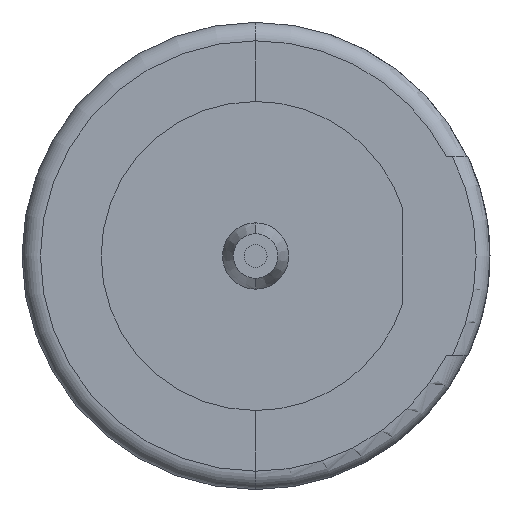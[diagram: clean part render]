
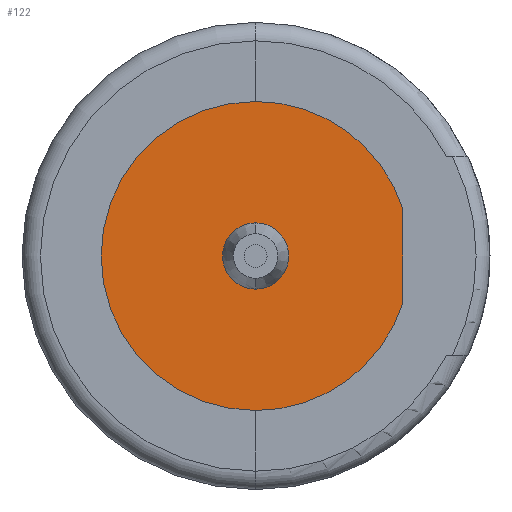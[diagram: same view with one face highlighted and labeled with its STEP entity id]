
A CAD part, front view. The second image highlights one B-rep face of the part: STEP entity #122.
In plain terms, the highlighted planar face has unit normal (0, -1, 0).
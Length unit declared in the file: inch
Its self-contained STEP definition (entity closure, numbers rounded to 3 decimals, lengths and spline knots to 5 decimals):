
#100 = ORIENTED_EDGE ( 'NONE', *, *, #6219, .F. ) ;
#101 = ORIENTED_EDGE ( 'NONE', *, *, #369, .F. ) ;
#102 = ORIENTED_EDGE ( 'NONE', *, *, #121, .F. ) ;
#103 = EDGE_LOOP ( 'NONE', ( #104, #105 ) ) ;
#104 = ORIENTED_EDGE ( 'NONE', *, *, #6216, .T. ) ;
#105 = ORIENTED_EDGE ( 'NONE', *, *, #106, .T. ) ;
#106 = EDGE_CURVE ( 'NONE', #6214, #6217, #1163, .T. ) ;
#119 = VERTEX_POINT ( 'NONE', #1189 ) ;
#121 = EDGE_CURVE ( 'NONE', #119, #367, #1188, .T. ) ;
#122 = ADVANCED_FACE ( 'NONE', ( #1183, #1182 ), #1181, .T. ) ;
#123 = EDGE_LOOP ( 'NONE', ( #124, #100, #101, #102 ) ) ;
#124 = ORIENTED_EDGE ( 'NONE', *, *, #125, .F. ) ;
#125 = EDGE_CURVE ( 'NONE', #6220, #119, #1176, .T. ) ;
#367 = VERTEX_POINT ( 'NONE', #1811 ) ;
#369 = EDGE_CURVE ( 'NONE', #367, #370, #1810, .T. ) ;
#370 = VERTEX_POINT ( 'NONE', #1805 ) ;
#1159 = DIRECTION ( 'NONE',  ( 0., 0., 1. ) ) ;
#1160 = DIRECTION ( 'NONE',  ( 0., 1., 0. ) ) ;
#1161 = CARTESIAN_POINT ( 'NONE',  ( 0., 0.05, 0. ) ) ;
#1162 = AXIS2_PLACEMENT_3D ( 'NONE', #1161, #1160, #1159 ) ;
#1163 = CIRCLE ( 'NONE', #1162, 0.045 ) ;
#1173 = DIRECTION ( 'NONE',  ( 0., 0., -1. ) ) ;
#1174 = VECTOR ( 'NONE', #1173, 39.37008 ) ;
#1175 = CARTESIAN_POINT ( 'NONE',  ( 0.2, 0.05, 0.21 ) ) ;
#1176 = LINE ( 'NONE', #1175, #1174 ) ;
#1177 = DIRECTION ( 'NONE',  ( 0., 0., -1. ) ) ;
#1178 = DIRECTION ( 'NONE',  ( 0., -1., 0. ) ) ;
#1179 = CARTESIAN_POINT ( 'NONE',  ( 0., 0.05, 0.21 ) ) ;
#1180 = AXIS2_PLACEMENT_3D ( 'NONE', #1179, #1178, #1177 ) ;
#1181 = PLANE ( 'NONE',  #1180 ) ;
#1182 = FACE_BOUND ( 'NONE', #103, .T. ) ;
#1183 = FACE_OUTER_BOUND ( 'NONE', #123, .T. ) ;
#1184 = DIRECTION ( 'NONE',  ( 0., 0., 1. ) ) ;
#1185 = DIRECTION ( 'NONE',  ( 0., 1., 0. ) ) ;
#1186 = CARTESIAN_POINT ( 'NONE',  ( 0., 0.05, 0. ) ) ;
#1187 = AXIS2_PLACEMENT_3D ( 'NONE', #1186, #1185, #1184 ) ;
#1188 = CIRCLE ( 'NONE', #1187, 0.21 ) ;
#1189 = CARTESIAN_POINT ( 'NONE',  ( 0.2, 0.05, -0.06403 ) ) ;
#1805 = CARTESIAN_POINT ( 'NONE',  ( 0., 0.05, 0.21 ) ) ;
#1806 = DIRECTION ( 'NONE',  ( 0., 0., 1. ) ) ;
#1807 = DIRECTION ( 'NONE',  ( 0., 1., 0. ) ) ;
#1808 = CARTESIAN_POINT ( 'NONE',  ( 0., 0.05, 0. ) ) ;
#1809 = AXIS2_PLACEMENT_3D ( 'NONE', #1808, #1807, #1806 ) ;
#1810 = CIRCLE ( 'NONE', #1809, 0.21 ) ;
#1811 = CARTESIAN_POINT ( 'NONE',  ( 0., 0.05, -0.21 ) ) ;
#5454 = CARTESIAN_POINT ( 'NONE',  ( 0.2, 0.05, 0.06403 ) ) ;
#5455 = DIRECTION ( 'NONE',  ( 0., 0., 1. ) ) ;
#5456 = DIRECTION ( 'NONE',  ( 0., 1., 0. ) ) ;
#5457 = CARTESIAN_POINT ( 'NONE',  ( 0., 0.05, 0. ) ) ;
#5458 = AXIS2_PLACEMENT_3D ( 'NONE', #5457, #5456, #5455 ) ;
#5459 = CIRCLE ( 'NONE', #5458, 0.21 ) ;
#5460 = CARTESIAN_POINT ( 'NONE',  ( 0., 0.05, 0.045 ) ) ;
#5461 = DIRECTION ( 'NONE',  ( 0., 0., 1. ) ) ;
#5462 = DIRECTION ( 'NONE',  ( 0., 1., 0. ) ) ;
#5463 = CARTESIAN_POINT ( 'NONE',  ( 0., 0.05, 0. ) ) ;
#5464 = AXIS2_PLACEMENT_3D ( 'NONE', #5463, #5462, #5461 ) ;
#5465 = CIRCLE ( 'NONE', #5464, 0.045 ) ;
#5466 = CARTESIAN_POINT ( 'NONE',  ( 0., 0.05, -0.045 ) ) ;
#6214 = VERTEX_POINT ( 'NONE', #5466 ) ;
#6216 = EDGE_CURVE ( 'NONE', #6217, #6214, #5465, .T. ) ;
#6217 = VERTEX_POINT ( 'NONE', #5460 ) ;
#6219 = EDGE_CURVE ( 'NONE', #370, #6220, #5459, .T. ) ;
#6220 = VERTEX_POINT ( 'NONE', #5454 ) ;
